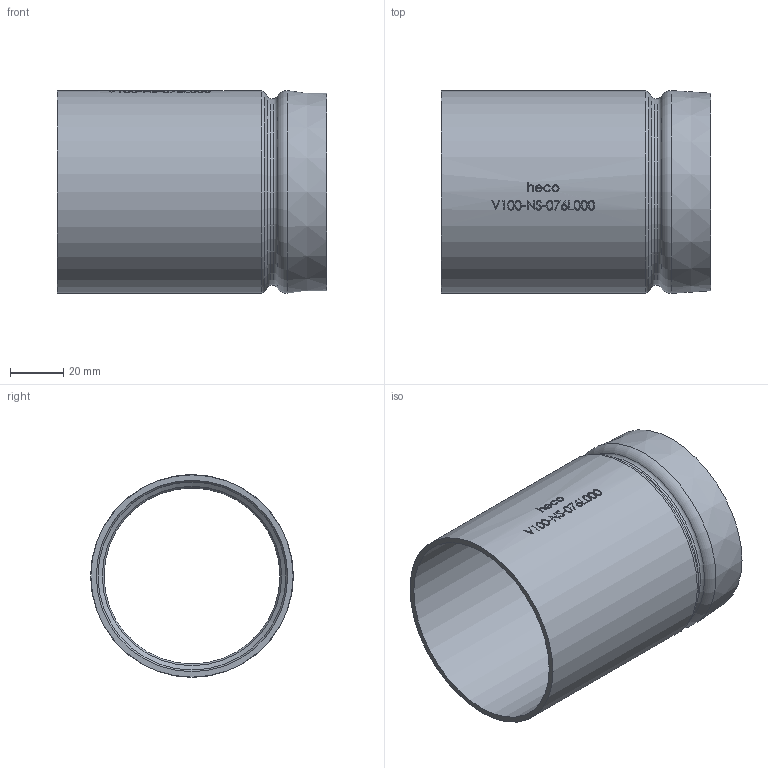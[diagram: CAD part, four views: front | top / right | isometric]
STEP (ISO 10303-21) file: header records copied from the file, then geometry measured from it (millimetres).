
FILE_DESCRIPTION (( 'STEP AP214' ), '1' );
FILE_NAME ('V100-NS-076L000-x Typ494 DN65 212 Ø76,1 1812.STEP', '2018-12-20T07:11:01', ( '' ), ( '' ), 'SwSTEP 2.0', 'SolidWorks 2016', '' );
FILE_SCHEMA (( 'AUTOMOTIVE_DESIGN' ));
Length unit declared in the file: inch
Products named in the file (1): V100-NS-076L000-x Typ494 DN65 212 Ø76,1 1812
Bounding box: 101.6 x 76.4 x 76.4 mm (x, y, z)
Volume: 49231 mm3; surface area: 49236.9 mm2
Topology: 1 solids, 1 shells, 221 faces, 562 edges, 372 vertices
Faces by surface type: bspline 113, plane 64, cylinder 32, torus 8, cone 4
Full cylindrical faces by diameter (mm): 66.294 x1, 70.358 x1, 72.136 x1, 76.2 x1
Entity records: 14718 total; most frequent: CARTESIAN_POINT 7714, ORIENTED_EDGE 1082, DIRECTION 554, EDGE_CURVE 541, VERTEX_POINT 367, EDGE_LOOP 268, B_SPLINE_CURVE_WITH_KNOTS 262, FACE_OUTER_BOUND 233
